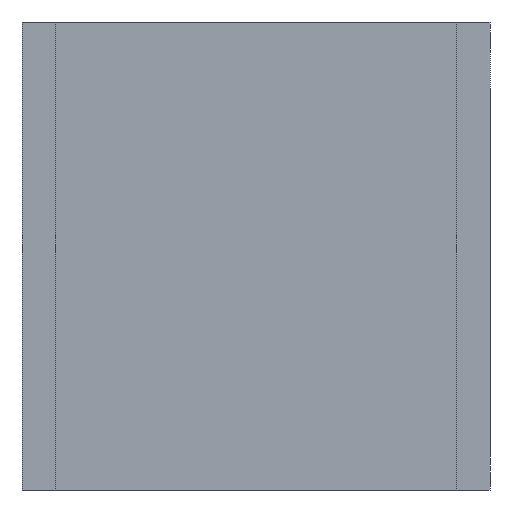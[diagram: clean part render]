
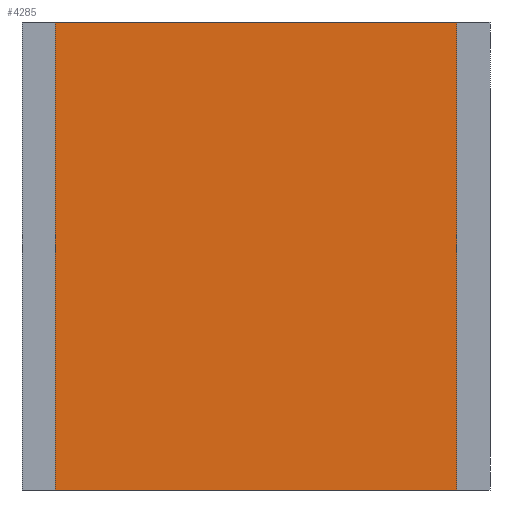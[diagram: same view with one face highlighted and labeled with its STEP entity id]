
A CAD part, front view. The second image highlights one B-rep face of the part: STEP entity #4285.
In plain terms, the highlighted planar face has unit normal (0, -1, 0).
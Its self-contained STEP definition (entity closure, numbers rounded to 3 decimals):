
#327=PLANE('',#4619);
#577=FACE_OUTER_BOUND('',#875,.T.);
#875=EDGE_LOOP('',(#4001,#4002,#4003,#4004));
#1363=LINE('',#6900,#1867);
#1370=LINE('',#6912,#1874);
#1376=LINE('',#6925,#1880);
#1380=LINE('',#6932,#1884);
#1867=VECTOR('',#5713,10.);
#1874=VECTOR('',#5722,10.);
#1880=VECTOR('',#5736,10.);
#1884=VECTOR('',#5744,10.);
#2307=VERTEX_POINT('',#6897);
#2308=VERTEX_POINT('',#6899);
#2312=VERTEX_POINT('',#6910);
#2315=VERTEX_POINT('',#6924);
#2863=EDGE_CURVE('',#2307,#2308,#1363,.T.);
#2870=EDGE_CURVE('',#2312,#2307,#1370,.T.);
#2876=EDGE_CURVE('',#2315,#2308,#1376,.F.);
#2880=EDGE_CURVE('',#2312,#2315,#1380,.T.);
#4001=ORIENTED_EDGE('',*,*,#2880,.T.);
#4002=ORIENTED_EDGE('',*,*,#2876,.T.);
#4003=ORIENTED_EDGE('',*,*,#2863,.F.);
#4004=ORIENTED_EDGE('',*,*,#2870,.F.);
#4285=ADVANCED_FACE('',(#577),#327,.T.);
#4619=AXIS2_PLACEMENT_3D('',#6931,#5742,#5743);
#5713=DIRECTION('',(-1.,0.,0.));
#5722=DIRECTION('',(0.,0.,-1.));
#5736=DIRECTION('',(0.,0.,1.));
#5742=DIRECTION('center_axis',(0.,-1.,0.));
#5743=DIRECTION('ref_axis',(-1.,0.,0.));
#5744=DIRECTION('',(-1.,0.,0.));
#6897=CARTESIAN_POINT('',(30.,-35.,0.));
#6899=CARTESIAN_POINT('',(-30.,-35.,0.));
#6900=CARTESIAN_POINT('',(17.5,-35.,0.));
#6910=CARTESIAN_POINT('',(30.,-35.,70.));
#6912=CARTESIAN_POINT('',(30.,-35.,70.));
#6924=CARTESIAN_POINT('',(-30.,-35.,70.));
#6925=CARTESIAN_POINT('',(-30.,-35.,70.));
#6931=CARTESIAN_POINT('Origin',(35.,-35.,70.));
#6932=CARTESIAN_POINT('',(35.,-35.,70.));
